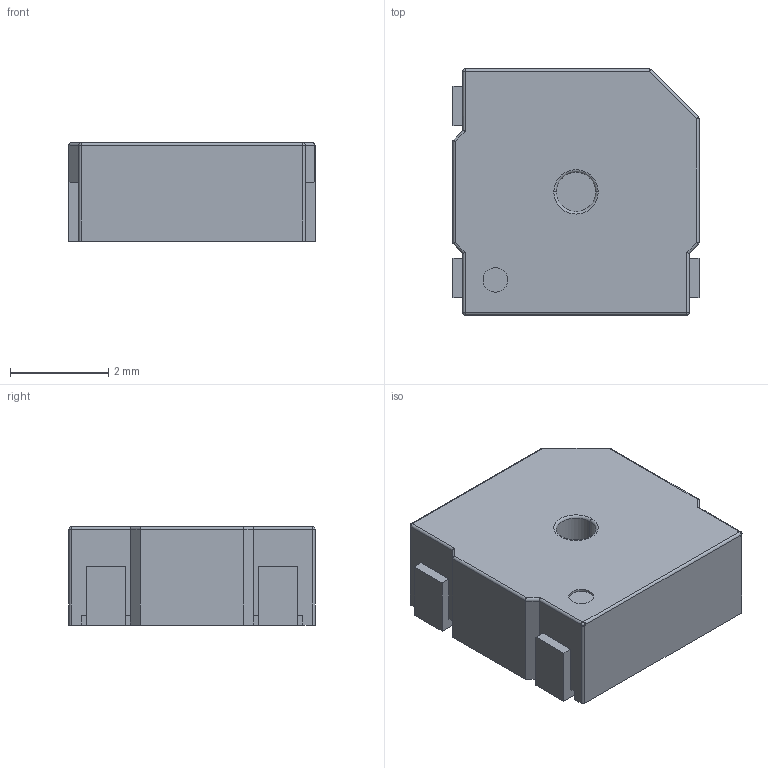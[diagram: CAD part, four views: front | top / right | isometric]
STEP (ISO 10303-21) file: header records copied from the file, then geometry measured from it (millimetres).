
FILE_DESCRIPTION (( 'STEP AP203' ), '1' );
FILE_NAME ('CUI_DEVICES_CMT-5023S-SMT-TR.step', '2019-10-20T21:39:55', ( '' ), ( '' ), 'SwSTEP 2.0', 'SolidWorks 2019', '' );
FILE_SCHEMA (( 'CONFIG_CONTROL_DESIGN' ));
Length unit declared in the file: inch
Products named in the file (1): CUI_DEVICES_CMT-5023S-SMT-TR
Bounding box: 5 x 5 x 2 mm (x, y, z)
Surface area: 93.7 mm2 (no closed solid volume)
Topology: 0 solids, 1 shells, 77 faces, 203 edges, 121 vertices
Faces by surface type: plane 45, cylinder 21, sphere 9, torus 2
Entity records: 2217 total; most frequent: CARTESIAN_POINT 384, ORIENTED_EDGE 364, DIRECTION 363, EDGE_CURVE 182, VECTOR 141, LINE 141, VERTEX_POINT 112, AXIS2_PLACEMENT_3D 111
